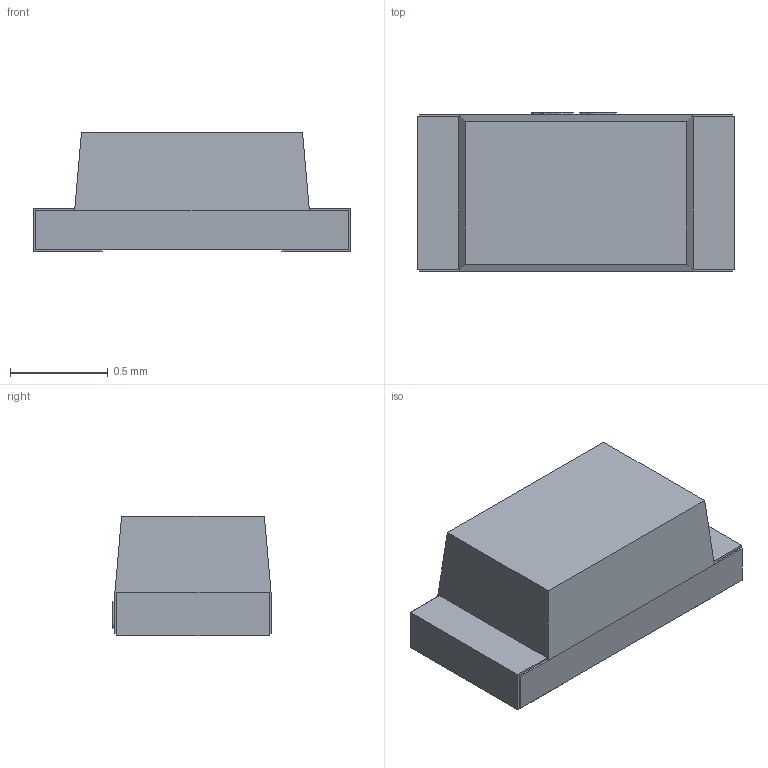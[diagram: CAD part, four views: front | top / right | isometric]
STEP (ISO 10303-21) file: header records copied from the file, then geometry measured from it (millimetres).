
FILE_DESCRIPTION (( 'STEP AP214' ), '1' );
FILE_NAME ('LED-SMD_2P-L1.6-W0.8-H0.6.step', '2022-07-08T11:51:14', ( '' ), ( '' ), 'SwSTEP 2.0', 'SolidWorks 2020', '' );
FILE_SCHEMA (( 'AUTOMOTIVE_DESIGN' ));
Length unit declared in the file: millimetre
Products named in the file (1): LED-SMD_2P-L1.6-W0.8-H0.6
Bounding box: 1.62 x 0.81 x 0.61 mm (x, y, z)
Volume: 0.6 mm3; surface area: 5.1 mm2
Topology: 1 solids, 1 shells, 311 faces, 845 edges, 562 vertices
Faces by surface type: plane 199, bspline 112
Entity records: 14354 total; most frequent: CARTESIAN_POINT 3823, ORIENTED_EDGE 1690, DIRECTION 1017, EDGE_CURVE 845, LINE 617, VECTOR 617, VERTEX_POINT 562, EDGE_LOOP 337
